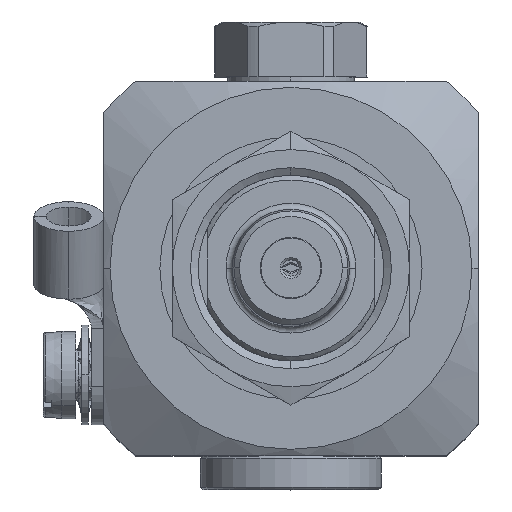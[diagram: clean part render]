
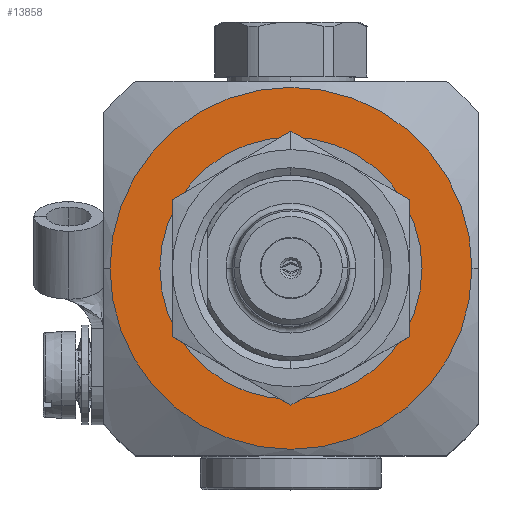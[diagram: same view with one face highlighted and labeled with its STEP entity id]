
A CAD part, top view. The second image highlights one B-rep face of the part: STEP entity #13858.
In plain terms, the highlighted planar face has unit normal (0, 0, 1).
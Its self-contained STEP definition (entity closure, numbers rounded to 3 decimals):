
#216 = DIRECTION ( 'NONE',  ( 1., 0., 0. ) ) ;
#935 = CIRCLE ( 'NONE', #9958, 14.5 ) ;
#1158 = EDGE_CURVE ( 'NONE', #19326, #5419, #7420, .T. ) ;
#1369 = DIRECTION ( 'NONE',  ( 1., 0., 0. ) ) ;
#1377 = DIRECTION ( 'NONE',  ( -1., 0., 0. ) ) ;
#1891 = CARTESIAN_POINT ( 'NONE',  ( 0., 0., -17.4 ) ) ;
#2448 = ORIENTED_EDGE ( 'NONE', *, *, #1158, .T. ) ;
#3447 = DIRECTION ( 'NONE',  ( 1., 0., 0. ) ) ;
#3474 = AXIS2_PLACEMENT_3D ( 'NONE', #19145, #9645, #216 ) ;
#3517 = CARTESIAN_POINT ( 'NONE',  ( -14.5, 0., -17.4 ) ) ;
#4103 = DIRECTION ( 'NONE',  ( 0., 0., 1. ) ) ;
#4281 = AXIS2_PLACEMENT_3D ( 'NONE', #20314, #10828, #1377 ) ;
#4455 = CARTESIAN_POINT ( 'NONE',  ( 0., 0., -17.4 ) ) ;
#5074 = CARTESIAN_POINT ( 'NONE',  ( 9.2, 0., -17.4 ) ) ;
#5419 = VERTEX_POINT ( 'NONE', #13486 ) ;
#5700 = EDGE_CURVE ( 'NONE', #15252, #19758, #18937, .T. ) ;
#6465 = EDGE_LOOP ( 'NONE', ( #2448, #11920 ) ) ;
#7420 = CIRCLE ( 'NONE', #10027, 14.5 ) ;
#8491 = ORIENTED_EDGE ( 'NONE', *, *, #5700, .F. ) ;
#9368 = AXIS2_PLACEMENT_3D ( 'NONE', #20308, #10822, #1369 ) ;
#9390 = EDGE_CURVE ( 'NONE', #5419, #19326, #935, .T. ) ;
#9588 = ORIENTED_EDGE ( 'NONE', *, *, #10812, .F. ) ;
#9645 = DIRECTION ( 'NONE',  ( 0., 0., 1. ) ) ;
#9958 = AXIS2_PLACEMENT_3D ( 'NONE', #1891, #12953, #3447 ) ;
#10027 = AXIS2_PLACEMENT_3D ( 'NONE', #4455, #4103, #13406 ) ;
#10749 = FACE_OUTER_BOUND ( 'NONE', #6465, .T. ) ;
#10812 = EDGE_CURVE ( 'NONE', #19758, #15252, #19156, .T. ) ;
#10822 = DIRECTION ( 'NONE',  ( 0., 0., 1. ) ) ;
#10828 = DIRECTION ( 'NONE',  ( 0., 0., -1. ) ) ;
#11920 = ORIENTED_EDGE ( 'NONE', *, *, #9390, .T. ) ;
#12953 = DIRECTION ( 'NONE',  ( 0., 0., 1. ) ) ;
#13406 = DIRECTION ( 'NONE',  ( 1., 0., 0. ) ) ;
#13486 = CARTESIAN_POINT ( 'NONE',  ( 14.5, 0., -17.4 ) ) ;
#13858 = ADVANCED_FACE ( 'NONE', ( #14978, #10749 ), #13958, .F. ) ;
#13958 = PLANE ( 'NONE',  #4281 ) ;
#14125 = EDGE_LOOP ( 'NONE', ( #9588, #8491 ) ) ;
#14978 = FACE_BOUND ( 'NONE', #14125, .T. ) ;
#15252 = VERTEX_POINT ( 'NONE', #15555 ) ;
#15555 = CARTESIAN_POINT ( 'NONE',  ( -9.2, 0., -17.4 ) ) ;
#18937 = CIRCLE ( 'NONE', #3474, 9.2 ) ;
#19145 = CARTESIAN_POINT ( 'NONE',  ( 0., 0., -17.4 ) ) ;
#19156 = CIRCLE ( 'NONE', #9368, 9.2 ) ;
#19326 = VERTEX_POINT ( 'NONE', #3517 ) ;
#19758 = VERTEX_POINT ( 'NONE', #5074 ) ;
#20308 = CARTESIAN_POINT ( 'NONE',  ( 0., 0., -17.4 ) ) ;
#20314 = CARTESIAN_POINT ( 'NONE',  ( 0., 9.2, -17.4 ) ) ;
